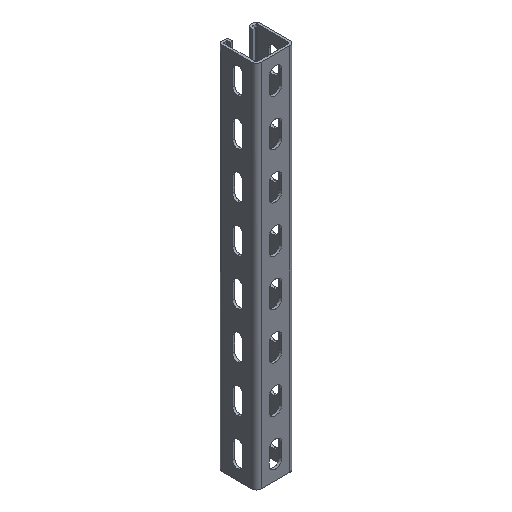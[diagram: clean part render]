
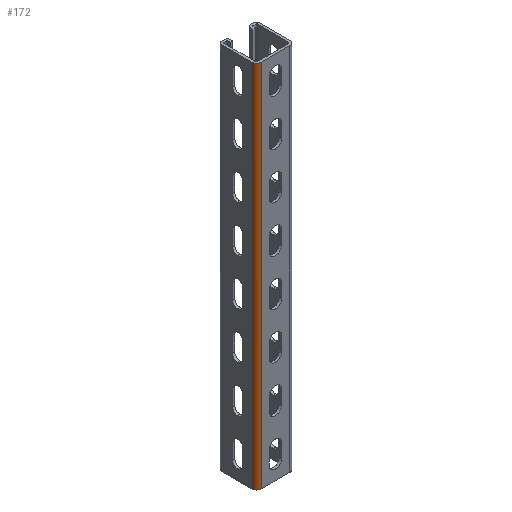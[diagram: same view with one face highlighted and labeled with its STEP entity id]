
A CAD part, isometric view. The second image highlights one B-rep face of the part: STEP entity #172.
In plain terms, the highlighted free-form (B-spline) face has degree [2, 1] with [9, 2] control points.
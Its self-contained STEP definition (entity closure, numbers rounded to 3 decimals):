
#172=ADVANCED_FACE('',(#378),#2860,.T.);
#378=FACE_OUTER_BOUND('',#584,.T.);
#584=EDGE_LOOP('',(#1517,#1518,#1519,#1520));
#1517=ORIENTED_EDGE('',*,*,#1986,.T.);
#1518=ORIENTED_EDGE('',*,*,#1988,.T.);
#1519=ORIENTED_EDGE('',*,*,#1521,.F.);
#1520=ORIENTED_EDGE('',*,*,#1987,.T.);
#1521=EDGE_CURVE('',#2457,#2458,#2173,.T.);
#1986=EDGE_CURVE('',#2749,#2768,#2456,.T.);
#1987=EDGE_CURVE('',#2457,#2749,#2171,.T.);
#1988=EDGE_CURVE('',#2768,#2458,#2172,.T.);
#2171=(
BOUNDED_CURVE()
B_SPLINE_CURVE(2,(#6297,#6298,#6299),.UNSPECIFIED.,.F.,.F.)
B_SPLINE_CURVE_WITH_KNOTS((3,3),(-7.854,0.),.UNSPECIFIED.)
CURVE()
GEOMETRIC_REPRESENTATION_ITEM()
RATIONAL_B_SPLINE_CURVE((1.,0.707,1.))
REPRESENTATION_ITEM('')
);
#2172=(
BOUNDED_CURVE()
B_SPLINE_CURVE(2,(#6300,#6301,#6302),.UNSPECIFIED.,.F.,.F.)
B_SPLINE_CURVE_WITH_KNOTS((3,3),(-7.854,0.),.UNSPECIFIED.)
CURVE()
GEOMETRIC_REPRESENTATION_ITEM()
RATIONAL_B_SPLINE_CURVE((1.,0.707,1.))
REPRESENTATION_ITEM('')
);
#2173=B_SPLINE_CURVE_WITH_KNOTS('',1,(#5119,#5120),.UNSPECIFIED.,.F.,.F.,
(2,2),(-400.,0.),.UNSPECIFIED.);
#2456=B_SPLINE_CURVE_WITH_KNOTS('',1,(#6295,#6296),.UNSPECIFIED.,.F.,.F.,
(2,2),(0.,400.),.UNSPECIFIED.);
#2457=VERTEX_POINT('',#4807);
#2458=VERTEX_POINT('',#4808);
#2749=VERTEX_POINT('',#5099);
#2768=VERTEX_POINT('',#5118);
#2860=(
BOUNDED_SURFACE()
B_SPLINE_SURFACE(2,1,((#4789,#4790),(#4791,#4792),(#4793,#4794),(#4795,
#4796),(#4797,#4798),(#4799,#4800),(#4801,#4802),(#4803,#4804),(#4805,#4806)),
 .UNSPECIFIED.,.T.,.F.,.F.)
B_SPLINE_SURFACE_WITH_KNOTS((3,2,2,2,3),(2,2),(0.,1.571,3.142,
4.712,6.283),(0.,480.97),.UNSPECIFIED.)
GEOMETRIC_REPRESENTATION_ITEM()
RATIONAL_B_SPLINE_SURFACE(((1.,1.),(0.707,0.707),
(1.,1.),(0.707,0.707),(1.,1.),(0.707,
0.707),(1.,1.),(0.707,0.707),(1.,1.)))
REPRESENTATION_ITEM('')
SURFACE()
);
#4789=CARTESIAN_POINT('',(-10.5,5.,42.485));
#4790=CARTESIAN_POINT('',(-10.5,5.,-438.485));
#4791=CARTESIAN_POINT('',(-10.5,0.,42.485));
#4792=CARTESIAN_POINT('',(-10.5,0.,-438.485));
#4793=CARTESIAN_POINT('',(-15.5,0.,42.485));
#4794=CARTESIAN_POINT('',(-15.5,0.,-438.485));
#4795=CARTESIAN_POINT('',(-20.5,0.,42.485));
#4796=CARTESIAN_POINT('',(-20.5,0.,-438.485));
#4797=CARTESIAN_POINT('',(-20.5,5.,42.485));
#4798=CARTESIAN_POINT('',(-20.5,5.,-438.485));
#4799=CARTESIAN_POINT('',(-20.5,10.,42.485));
#4800=CARTESIAN_POINT('',(-20.5,10.,-438.485));
#4801=CARTESIAN_POINT('',(-15.5,10.,42.485));
#4802=CARTESIAN_POINT('',(-15.5,10.,-438.485));
#4803=CARTESIAN_POINT('',(-10.5,10.,42.485));
#4804=CARTESIAN_POINT('',(-10.5,10.,-438.485));
#4805=CARTESIAN_POINT('',(-10.5,5.,42.485));
#4806=CARTESIAN_POINT('',(-10.5,5.,-438.485));
#4807=CARTESIAN_POINT('',(-20.5,5.,-398.));
#4808=CARTESIAN_POINT('',(-20.5,5.,2.));
#5099=CARTESIAN_POINT('',(-15.5,0.,-398.));
#5118=CARTESIAN_POINT('',(-15.5,0.,2.));
#5119=CARTESIAN_POINT('',(-20.5,5.,-398.));
#5120=CARTESIAN_POINT('',(-20.5,5.,2.));
#6295=CARTESIAN_POINT('',(-15.5,0.,-398.));
#6296=CARTESIAN_POINT('',(-15.5,0.,2.));
#6297=CARTESIAN_POINT('',(-20.5,5.,-398.));
#6298=CARTESIAN_POINT('',(-20.5,0.,-398.));
#6299=CARTESIAN_POINT('',(-15.5,0.,-398.));
#6300=CARTESIAN_POINT('',(-15.5,0.,2.));
#6301=CARTESIAN_POINT('',(-20.5,0.,2.));
#6302=CARTESIAN_POINT('',(-20.5,5.,2.));
